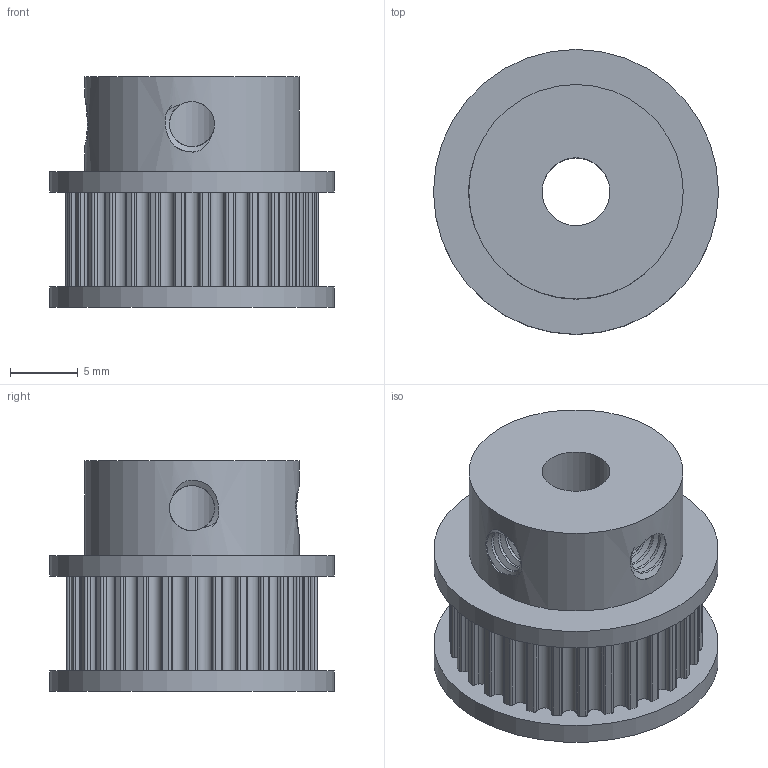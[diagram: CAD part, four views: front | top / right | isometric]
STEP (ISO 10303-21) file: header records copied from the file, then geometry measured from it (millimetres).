
FILE_DESCRIPTION(/* description */ (''),/* implementation_level */ '2;1');
FILE_NAME(/* name */ 'GT2-30 Timing Pulley_v3.step',/* time_stamp */ '2022-05-10T16:51:09+01:00',/* author */ (''),/* organization */ (''),/* preprocessor_version */ 'ST-DEVELOPER v18.1',/* originating_system */ 'Autodesk Translation Framework v10.14.0.1471',/* authorisation */ '');
FILE_SCHEMA (('AUTOMOTIVE_DESIGN { 1 0 10303 214 3 1 1 }'));
Length unit declared in the file: millimetre
Products named in the file (1): GT2-30 Timing Pulley
Bounding box: 21 x 21 x 17 mm (x, y, z)
Volume: 3710.7 mm3; surface area: 2405.1 mm2
Topology: 1 solids, 1 shells, 243 faces, 718 edges, 480 vertices
Faces by surface type: cylinder 228, bspline 8, plane 7
Full cylindrical faces by diameter (mm): 3.332 x8, 4.109 x6, 5 x1, 15.8 x1, 21 x2
Entity records: 10642 total; most frequent: CARTESIAN_POINT 4005, ORIENTED_EDGE 1436, DIRECTION 1428, EDGE_CURVE 718, AXIS2_PLACEMENT_3D 606, VERTEX_POINT 480, CIRCLE 370, EDGE_LOOP 252
